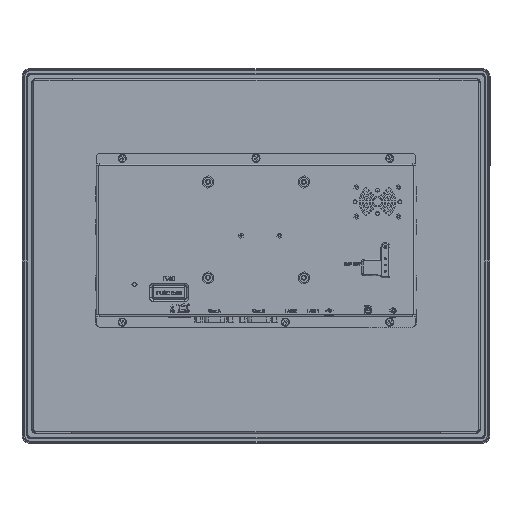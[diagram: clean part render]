
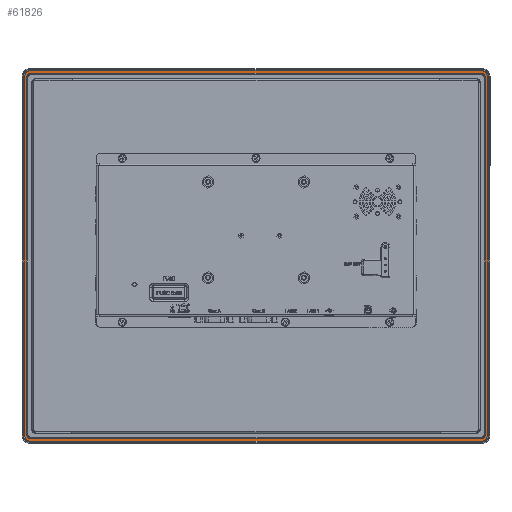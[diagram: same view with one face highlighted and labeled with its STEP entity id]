
A CAD part, top view. The second image highlights one B-rep face of the part: STEP entity #61826.
In plain terms, the highlighted planar face has unit normal (0, 0, 1).
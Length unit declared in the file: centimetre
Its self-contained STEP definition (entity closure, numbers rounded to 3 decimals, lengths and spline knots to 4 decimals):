
#622 = CARTESIAN_POINT ( 'NONE',  ( -17.6, -14.4844, 0.268 ) ) ;
#922 = ORIENTED_EDGE ( 'NONE', *, *, #26872, .T. ) ;
#1162 = CARTESIAN_POINT ( 'NONE',  ( -18.1344, 13.95, 0.268 ) ) ;
#2093 = DIRECTION ( 'NONE',  ( -1., 0., 0. ) ) ;
#2109 = AXIS2_PLACEMENT_3D ( 'NONE', #35056, #55363, #49741 ) ;
#2574 = VECTOR ( 'NONE', #24678, 100. ) ;
#2943 = VERTEX_POINT ( 'NONE', #49938 ) ;
#3105 = CIRCLE ( 'NONE', #9436, 0.5344 ) ;
#3391 = DIRECTION ( 'NONE',  ( 0., 0., 1. ) ) ;
#3717 = CARTESIAN_POINT ( 'NONE',  ( 17.6, 13.95, 0.268 ) ) ;
#3874 = DIRECTION ( 'NONE',  ( 1., 0., 0. ) ) ;
#4452 = CARTESIAN_POINT ( 'NONE',  ( 17.9344, -36.4467, 0.268 ) ) ;
#4624 = AXIS2_PLACEMENT_3D ( 'NONE', #62949, #12479, #27113 ) ;
#4651 = AXIS2_PLACEMENT_3D ( 'NONE', #17782, #11772, #53319 ) ;
#4933 = PLANE ( 'NONE',  #17133 ) ;
#6031 = CIRCLE ( 'NONE', #25155, 0.3344 ) ;
#7704 = ORIENTED_EDGE ( 'NONE', *, *, #64005, .F. ) ;
#8038 = VERTEX_POINT ( 'NONE', #622 ) ;
#8205 = CARTESIAN_POINT ( 'NONE',  ( -18.1344, -13.95, 0.268 ) ) ;
#8315 = DIRECTION ( 'NONE',  ( 0., 0., 1. ) ) ;
#9436 = AXIS2_PLACEMENT_3D ( 'NONE', #43830, #8315, #28250 ) ;
#9581 = FACE_BOUND ( 'NONE', #19189, .T. ) ;
#9886 = FACE_OUTER_BOUND ( 'NONE', #11477, .T. ) ;
#10317 = CARTESIAN_POINT ( 'NONE',  ( -18.1344, -36.4467, 0.268 ) ) ;
#10465 = DIRECTION ( 'NONE',  ( 0., -1., 0. ) ) ;
#11477 = EDGE_LOOP ( 'NONE', ( #38496, #922, #13923, #20794, #22614, #51133, #50079, #44117 ) ) ;
#11772 = DIRECTION ( 'NONE',  ( 0., 0., 1. ) ) ;
#12013 = LINE ( 'NONE', #22341, #34989 ) ;
#12479 = DIRECTION ( 'NONE',  ( 0., 0., 1. ) ) ;
#12946 = CARTESIAN_POINT ( 'NONE',  ( 17.6, -13.95, 0.268 ) ) ;
#13923 = ORIENTED_EDGE ( 'NONE', *, *, #47747, .T. ) ;
#14404 = CARTESIAN_POINT ( 'NONE',  ( 0., 14.4844, 0.268 ) ) ;
#14685 = ORIENTED_EDGE ( 'NONE', *, *, #57983, .F. ) ;
#14727 = EDGE_CURVE ( 'NONE', #53853, #28816, #59989, .T. ) ;
#15927 = CARTESIAN_POINT ( 'NONE',  ( -17.6, -14.2844, 0.268 ) ) ;
#17133 = AXIS2_PLACEMENT_3D ( 'NONE', #35124, #40455, #55434 ) ;
#17782 = CARTESIAN_POINT ( 'NONE',  ( -17.6, 13.95, 0.268 ) ) ;
#18301 = CARTESIAN_POINT ( 'NONE',  ( 17.9344, -13.95, 0.268 ) ) ;
#19134 = VERTEX_POINT ( 'NONE', #54230 ) ;
#19189 = EDGE_LOOP ( 'NONE', ( #46564, #22981, #26931, #36240, #55426, #14685, #7704, #40511 ) ) ;
#20794 = ORIENTED_EDGE ( 'NONE', *, *, #29500, .T. ) ;
#20889 = VECTOR ( 'NONE', #39331, 100. ) ;
#21675 = VERTEX_POINT ( 'NONE', #18301 ) ;
#22260 = DIRECTION ( 'NONE',  ( 0., 0., 1. ) ) ;
#22341 = CARTESIAN_POINT ( 'NONE',  ( 0., 14.2844, 0.268 ) ) ;
#22393 = CARTESIAN_POINT ( 'NONE',  ( 17.6, 13.95, 0.268 ) ) ;
#22614 = ORIENTED_EDGE ( 'NONE', *, *, #60115, .T. ) ;
#22721 = DIRECTION ( 'NONE',  ( 0., 0., 1. ) ) ;
#22981 = ORIENTED_EDGE ( 'NONE', *, *, #64157, .F. ) ;
#23515 = EDGE_CURVE ( 'NONE', #19134, #53266, #12013, .T. ) ;
#24678 = DIRECTION ( 'NONE',  ( 0., 1., 0. ) ) ;
#25155 = AXIS2_PLACEMENT_3D ( 'NONE', #3717, #3391, #38923 ) ;
#25625 = VERTEX_POINT ( 'NONE', #64896 ) ;
#25735 = CARTESIAN_POINT ( 'NONE',  ( -17.9344, -36.4467, 0.268 ) ) ;
#26872 = EDGE_CURVE ( 'NONE', #61050, #25625, #54954, .T. ) ;
#26926 = VERTEX_POINT ( 'NONE', #59916 ) ;
#26931 = ORIENTED_EDGE ( 'NONE', *, *, #27039, .F. ) ;
#27039 = EDGE_CURVE ( 'NONE', #28816, #21675, #43189, .T. ) ;
#27113 = DIRECTION ( 'NONE',  ( 1., 0., 0. ) ) ;
#27321 = VERTEX_POINT ( 'NONE', #8205 ) ;
#27570 = VECTOR ( 'NONE', #56495, 100. ) ;
#28250 = DIRECTION ( 'NONE',  ( 1., 0., 0. ) ) ;
#28816 = VERTEX_POINT ( 'NONE', #64706 ) ;
#29097 = CARTESIAN_POINT ( 'NONE',  ( 0., -14.2844, 0.268 ) ) ;
#29500 = EDGE_CURVE ( 'NONE', #64639, #27321, #30888, .T. ) ;
#30888 = LINE ( 'NONE', #10317, #27570 ) ;
#31479 = EDGE_CURVE ( 'NONE', #40333, #35038, #47852, .T. ) ;
#33191 = EDGE_CURVE ( 'NONE', #39815, #53853, #54478, .T. ) ;
#34989 = VECTOR ( 'NONE', #2093, 100. ) ;
#35038 = VERTEX_POINT ( 'NONE', #63418 ) ;
#35056 = CARTESIAN_POINT ( 'NONE',  ( -17.6, -13.95, 0.268 ) ) ;
#35124 = CARTESIAN_POINT ( 'NONE',  ( 18.28, -14.63, 0.268 ) ) ;
#35756 = AXIS2_PLACEMENT_3D ( 'NONE', #12946, #22260, #37508 ) ;
#35898 = EDGE_CURVE ( 'NONE', #8038, #40333, #44184, .T. ) ;
#36240 = ORIENTED_EDGE ( 'NONE', *, *, #14727, .F. ) ;
#36824 = VECTOR ( 'NONE', #56280, 100. ) ;
#37508 = DIRECTION ( 'NONE',  ( 1., 0., 0. ) ) ;
#38496 = ORIENTED_EDGE ( 'NONE', *, *, #64843, .T. ) ;
#38923 = DIRECTION ( 'NONE',  ( 1., 0., 0. ) ) ;
#39331 = DIRECTION ( 'NONE',  ( -1., 0., 0. ) ) ;
#39365 = VECTOR ( 'NONE', #10465, 100. ) ;
#39815 = VERTEX_POINT ( 'NONE', #55622 ) ;
#40333 = VERTEX_POINT ( 'NONE', #47259 ) ;
#40455 = DIRECTION ( 'NONE',  ( 0., 0., 1. ) ) ;
#40511 = ORIENTED_EDGE ( 'NONE', *, *, #23515, .F. ) ;
#41661 = CARTESIAN_POINT ( 'NONE',  ( 18.1344, -36.4467, 0.268 ) ) ;
#42355 = DIRECTION ( 'NONE',  ( 1., 0., 0. ) ) ;
#43189 = CIRCLE ( 'NONE', #35756, 0.3344 ) ;
#43536 = DIRECTION ( 'NONE',  ( 1., 0., 0. ) ) ;
#43830 = CARTESIAN_POINT ( 'NONE',  ( -17.6, 13.95, 0.268 ) ) ;
#43844 = CARTESIAN_POINT ( 'NONE',  ( 0., -14.4844, 0.268 ) ) ;
#44117 = ORIENTED_EDGE ( 'NONE', *, *, #44183, .T. ) ;
#44183 = EDGE_CURVE ( 'NONE', #35038, #2943, #51635, .T. ) ;
#44184 = LINE ( 'NONE', #43844, #59905 ) ;
#45975 = CIRCLE ( 'NONE', #4651, 0.3344 ) ;
#46029 = CARTESIAN_POINT ( 'NONE',  ( 17.6, 14.4844, 0.268 ) ) ;
#46434 = EDGE_CURVE ( 'NONE', #62525, #19134, #6031, .T. ) ;
#46564 = ORIENTED_EDGE ( 'NONE', *, *, #46434, .F. ) ;
#46895 = CARTESIAN_POINT ( 'NONE',  ( 17.6, -13.95, 0.268 ) ) ;
#47259 = CARTESIAN_POINT ( 'NONE',  ( 17.6, -14.4844, 0.268 ) ) ;
#47747 = EDGE_CURVE ( 'NONE', #25625, #64639, #3105, .T. ) ;
#47852 = CIRCLE ( 'NONE', #64731, 0.5344 ) ;
#49741 = DIRECTION ( 'NONE',  ( 1., 0., 0. ) ) ;
#49938 = CARTESIAN_POINT ( 'NONE',  ( 18.1344, 13.95, 0.268 ) ) ;
#50079 = ORIENTED_EDGE ( 'NONE', *, *, #31479, .T. ) ;
#50429 = CIRCLE ( 'NONE', #59935, 0.5344 ) ;
#50859 = CARTESIAN_POINT ( 'NONE',  ( 17.9344, 13.95, 0.268 ) ) ;
#51133 = ORIENTED_EDGE ( 'NONE', *, *, #35898, .T. ) ;
#51635 = LINE ( 'NONE', #41661, #36824 ) ;
#53266 = VERTEX_POINT ( 'NONE', #61875 ) ;
#53319 = DIRECTION ( 'NONE',  ( 1., 0., 0. ) ) ;
#53853 = VERTEX_POINT ( 'NONE', #15927 ) ;
#54102 = CIRCLE ( 'NONE', #2109, 0.5344 ) ;
#54230 = CARTESIAN_POINT ( 'NONE',  ( 17.6, 14.2844, 0.268 ) ) ;
#54478 = CIRCLE ( 'NONE', #4624, 0.3344 ) ;
#54954 = LINE ( 'NONE', #14404, #20889 ) ;
#55363 = DIRECTION ( 'NONE',  ( 0., 0., 1. ) ) ;
#55426 = ORIENTED_EDGE ( 'NONE', *, *, #33191, .F. ) ;
#55434 = DIRECTION ( 'NONE',  ( 1., 0., 0. ) ) ;
#55622 = CARTESIAN_POINT ( 'NONE',  ( -17.9344, -13.95, 0.268 ) ) ;
#56280 = DIRECTION ( 'NONE',  ( 0., 1., 0. ) ) ;
#56495 = DIRECTION ( 'NONE',  ( 0., -1., 0. ) ) ;
#56852 = DIRECTION ( 'NONE',  ( 0., 0., 1. ) ) ;
#57983 = EDGE_CURVE ( 'NONE', #26926, #39815, #61583, .T. ) ;
#59280 = VECTOR ( 'NONE', #3874, 100. ) ;
#59905 = VECTOR ( 'NONE', #43536, 100. ) ;
#59916 = CARTESIAN_POINT ( 'NONE',  ( -17.9344, 13.95, 0.268 ) ) ;
#59935 = AXIS2_PLACEMENT_3D ( 'NONE', #22393, #22721, #42355 ) ;
#59989 = LINE ( 'NONE', #29097, #59280 ) ;
#60115 = EDGE_CURVE ( 'NONE', #27321, #8038, #54102, .T. ) ;
#61050 = VERTEX_POINT ( 'NONE', #46029 ) ;
#61458 = DIRECTION ( 'NONE',  ( 1., 0., 0. ) ) ;
#61499 = LINE ( 'NONE', #4452, #2574 ) ;
#61583 = LINE ( 'NONE', #25735, #39365 ) ;
#61826 = ADVANCED_FACE ( 'NONE', ( #9886, #9581 ), #4933, .T. ) ;
#61875 = CARTESIAN_POINT ( 'NONE',  ( -17.6, 14.2844, 0.268 ) ) ;
#62525 = VERTEX_POINT ( 'NONE', #50859 ) ;
#62949 = CARTESIAN_POINT ( 'NONE',  ( -17.6, -13.95, 0.268 ) ) ;
#63418 = CARTESIAN_POINT ( 'NONE',  ( 18.1344, -13.95, 0.268 ) ) ;
#64005 = EDGE_CURVE ( 'NONE', #53266, #26926, #45975, .T. ) ;
#64157 = EDGE_CURVE ( 'NONE', #21675, #62525, #61499, .T. ) ;
#64639 = VERTEX_POINT ( 'NONE', #1162 ) ;
#64706 = CARTESIAN_POINT ( 'NONE',  ( 17.6, -14.2844, 0.268 ) ) ;
#64731 = AXIS2_PLACEMENT_3D ( 'NONE', #46895, #56852, #61458 ) ;
#64843 = EDGE_CURVE ( 'NONE', #2943, #61050, #50429, .T. ) ;
#64896 = CARTESIAN_POINT ( 'NONE',  ( -17.6, 14.4844, 0.268 ) ) ;
